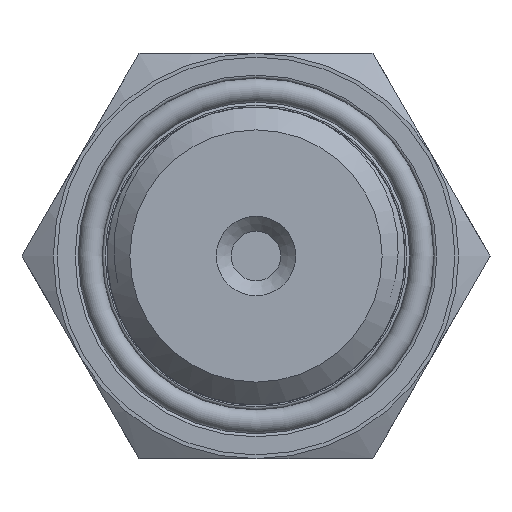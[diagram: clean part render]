
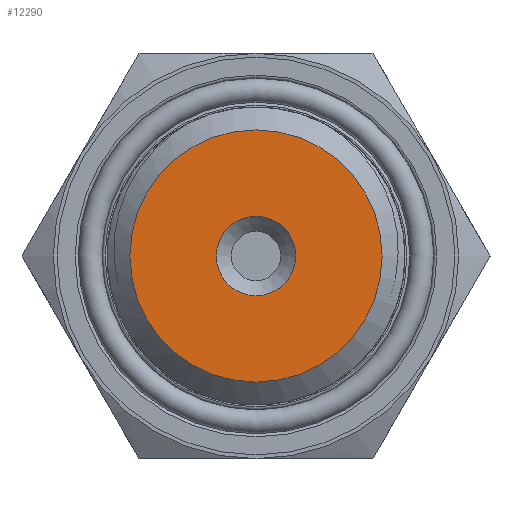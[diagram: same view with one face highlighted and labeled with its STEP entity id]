
A CAD part, left-side view. The second image highlights one B-rep face of the part: STEP entity #12290.
In plain terms, the highlighted planar face has unit normal (-1, 0, 0).
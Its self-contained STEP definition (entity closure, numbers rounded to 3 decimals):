
#485=FACE_BOUND('',#1960,.T.);
#610=PLANE('',#12952);
#1187=FACE_OUTER_BOUND('',#1959,.T.);
#1959=EDGE_LOOP('',(#10306));
#1960=EDGE_LOOP('',(#10307));
#2373=CIRCLE('',#12906,8.4);
#2402=CIRCLE('',#12951,2.65);
#5600=VERTEX_POINT('',#31429);
#5622=VERTEX_POINT('',#31503);
#7213=EDGE_CURVE('',#5600,#5600,#2373,.T.);
#7250=EDGE_CURVE('',#5622,#5622,#2402,.T.);
#10306=ORIENTED_EDGE('',*,*,#7213,.T.);
#10307=ORIENTED_EDGE('',*,*,#7250,.T.);
#12290=ADVANCED_FACE('',(#1187,#485),#610,.T.);
#12906=AXIS2_PLACEMENT_3D('',#31430,#14386,#14387);
#12951=AXIS2_PLACEMENT_3D('',#31505,#14484,#14485);
#12952=AXIS2_PLACEMENT_3D('',#31506,#14486,#14487);
#14386=DIRECTION('center_axis',(-1.,0.,0.));
#14387=DIRECTION('ref_axis',(0.,1.,0.));
#14484=DIRECTION('center_axis',(1.,0.,0.));
#14485=DIRECTION('ref_axis',(0.,0.,-1.));
#14486=DIRECTION('center_axis',(-1.,0.,0.));
#14487=DIRECTION('ref_axis',(0.,0.,1.));
#31429=CARTESIAN_POINT('',(-61.,-8.4,0.));
#31430=CARTESIAN_POINT('Origin',(-61.,0.,0.));
#31503=CARTESIAN_POINT('',(-61.,-2.65,0.));
#31505=CARTESIAN_POINT('Origin',(-61.,0.,0.));
#31506=CARTESIAN_POINT('Origin',(-61.,10.,0.));
